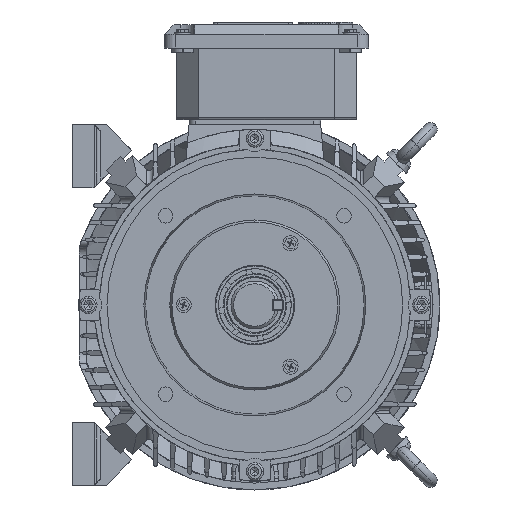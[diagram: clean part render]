
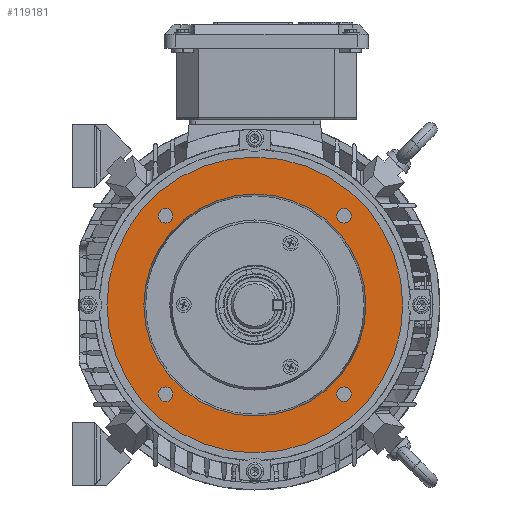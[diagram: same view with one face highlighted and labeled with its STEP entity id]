
A CAD part, left-side view. The second image highlights one B-rep face of the part: STEP entity #119181.
In plain terms, the highlighted face is planar.
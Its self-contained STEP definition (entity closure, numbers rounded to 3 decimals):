
#50261 = VERTEX_POINT ( 'NONE', #83675 ) ;
#50313 = VERTEX_POINT ( 'NONE', #83719 ) ;
#50329 = VERTEX_POINT ( 'NONE', #83741 ) ;
#50345 = EDGE_CURVE ( 'NONE', #50313, #50348, #83796, .T. ) ;
#50348 = VERTEX_POINT ( 'NONE', #83786 ) ;
#50386 = EDGE_CURVE ( 'NONE', #50329, #50388, #83857, .T. ) ;
#50388 = VERTEX_POINT ( 'NONE', #83906 ) ;
#50424 = VERTEX_POINT ( 'NONE', #83925 ) ;
#50437 = EDGE_CURVE ( 'NONE', #50261, #50440, #83910, .T. ) ;
#50440 = VERTEX_POINT ( 'NONE', #83967 ) ;
#50488 = EDGE_CURVE ( 'NONE', #50424, #50490, #83993, .T. ) ;
#50490 = VERTEX_POINT ( 'NONE', #83988 ) ;
#51363 = VERTEX_POINT ( 'NONE', #85249 ) ;
#51365 = EDGE_CURVE ( 'NONE', #51366, #51363, #85248, .T. ) ;
#51366 = VERTEX_POINT ( 'NONE', #85242 ) ;
#51460 = VERTEX_POINT ( 'NONE', #85321 ) ;
#51463 = EDGE_CURVE ( 'NONE', #51460, #51465, #85320, .T. ) ;
#51465 = VERTEX_POINT ( 'NONE', #85315 ) ;
#83675 = CARTESIAN_POINT ( 'NONE',  ( 59.782, -65.107, 0. ) ) ;
#83719 = CARTESIAN_POINT ( 'NONE',  ( -70.432, -65.107, 0. ) ) ;
#83741 = CARTESIAN_POINT ( 'NONE',  ( 59.782, 65.107, 0. ) ) ;
#83786 = CARTESIAN_POINT ( 'NONE',  ( -59.782, -65.107, 0. ) ) ;
#83787 = DIRECTION ( 'NONE',  ( 1., 0., 0. ) ) ;
#83788 = DIRECTION ( 'NONE',  ( 0., 0., 1. ) ) ;
#83789 = CARTESIAN_POINT ( 'NONE',  ( -65.107, -65.107, 0. ) ) ;
#83790 = AXIS2_PLACEMENT_3D ( 'NONE', #83789, #83788, #83787 ) ;
#83796 = CIRCLE ( 'NONE', #83790, 5.325 ) ;
#83855 = DIRECTION ( 'NONE',  ( 0., 0., 1. ) ) ;
#83856 = AXIS2_PLACEMENT_3D ( 'NONE', #83858, #83855, #83907 ) ;
#83857 = CIRCLE ( 'NONE', #83856, 5.325 ) ;
#83858 = CARTESIAN_POINT ( 'NONE',  ( 65.107, 65.107, 0. ) ) ;
#83906 = CARTESIAN_POINT ( 'NONE',  ( 70.432, 65.107, 0. ) ) ;
#83907 = DIRECTION ( 'NONE',  ( 1., 0., 0. ) ) ;
#83908 = CARTESIAN_POINT ( 'NONE',  ( 65.107, -65.107, 0. ) ) ;
#83909 = AXIS2_PLACEMENT_3D ( 'NONE', #83908, #83969, #83968 ) ;
#83910 = CIRCLE ( 'NONE', #83909, 5.325 ) ;
#83925 = CARTESIAN_POINT ( 'NONE',  ( -70.432, 65.107, 0. ) ) ;
#83967 = CARTESIAN_POINT ( 'NONE',  ( 70.432, -65.107, 0. ) ) ;
#83968 = DIRECTION ( 'NONE',  ( 1., 0., 0. ) ) ;
#83969 = DIRECTION ( 'NONE',  ( 0., 0., 1. ) ) ;
#83988 = CARTESIAN_POINT ( 'NONE',  ( -59.782, 65.107, 0. ) ) ;
#83989 = DIRECTION ( 'NONE',  ( 1., 0., 0. ) ) ;
#83990 = DIRECTION ( 'NONE',  ( 0., 0., 1. ) ) ;
#83991 = CARTESIAN_POINT ( 'NONE',  ( -65.107, 65.107, 0. ) ) ;
#83992 = AXIS2_PLACEMENT_3D ( 'NONE', #83991, #83990, #83989 ) ;
#83993 = CIRCLE ( 'NONE', #83992, 5.325 ) ;
#85242 = CARTESIAN_POINT ( 'NONE',  ( 107.95, 0., 0. ) ) ;
#85244 = DIRECTION ( 'NONE',  ( 1., 0., 0. ) ) ;
#85245 = DIRECTION ( 'NONE',  ( 0., 0., 1. ) ) ;
#85246 = CARTESIAN_POINT ( 'NONE',  ( 0., 0., 0. ) ) ;
#85247 = AXIS2_PLACEMENT_3D ( 'NONE', #85246, #85245, #85244 ) ;
#85248 = CIRCLE ( 'NONE', #85247, 107.95 ) ;
#85249 = CARTESIAN_POINT ( 'NONE',  ( -107.95, 0., 0. ) ) ;
#85315 = CARTESIAN_POINT ( 'NONE',  ( 81., 0., 0. ) ) ;
#85316 = DIRECTION ( 'NONE',  ( 1., 0., 0. ) ) ;
#85317 = DIRECTION ( 'NONE',  ( 0., 0., 1. ) ) ;
#85318 = CARTESIAN_POINT ( 'NONE',  ( 0., 0., 0. ) ) ;
#85319 = AXIS2_PLACEMENT_3D ( 'NONE', #85318, #85317, #85316 ) ;
#85320 = CIRCLE ( 'NONE', #85319, 81. ) ;
#85321 = CARTESIAN_POINT ( 'NONE',  ( -81., 0., 0. ) ) ;
#106916 = AXIS2_PLACEMENT_3D ( 'NONE', #107159, #107226, #107225 ) ;
#106917 = DIRECTION ( 'NONE',  ( -1., 0., 0. ) ) ;
#106918 = DIRECTION ( 'NONE',  ( 0., 0., -1. ) ) ;
#106919 = AXIS2_PLACEMENT_3D ( 'NONE', #106922, #106918, #106917 ) ;
#106922 = CARTESIAN_POINT ( 'NONE',  ( 0., 81., 0. ) ) ;
#106923 = PLANE ( 'NONE',  #106919 ) ;
#107159 = CARTESIAN_POINT ( 'NONE',  ( -65.107, -65.107, 0. ) ) ;
#107160 = CIRCLE ( 'NONE', #106916, 5.325 ) ;
#107162 = FACE_OUTER_BOUND ( 'NONE', #119217, .T. ) ;
#107163 = FACE_BOUND ( 'NONE', #119246, .T. ) ;
#107164 = FACE_BOUND ( 'NONE', #119240, .T. ) ;
#107165 = FACE_BOUND ( 'NONE', #119234, .T. ) ;
#107166 = FACE_BOUND ( 'NONE', #119186, .T. ) ;
#107167 = FACE_BOUND ( 'NONE', #119182, .T. ) ;
#107168 = DIRECTION ( 'NONE',  ( 1., 0., 0. ) ) ;
#107169 = DIRECTION ( 'NONE',  ( 0., 0., 1. ) ) ;
#107170 = CARTESIAN_POINT ( 'NONE',  ( 0., 0., 0. ) ) ;
#107171 = AXIS2_PLACEMENT_3D ( 'NONE', #107170, #107169, #107168 ) ;
#107172 = CIRCLE ( 'NONE', #107171, 81. ) ;
#107225 = DIRECTION ( 'NONE',  ( 1., 0., 0. ) ) ;
#107226 = DIRECTION ( 'NONE',  ( 0., 0., 1. ) ) ;
#107227 = CARTESIAN_POINT ( 'NONE',  ( 65.107, -65.107, 0. ) ) ;
#107243 = DIRECTION ( 'NONE',  ( 1., 0., 0. ) ) ;
#107244 = DIRECTION ( 'NONE',  ( 0., 0., 1. ) ) ;
#107245 = CARTESIAN_POINT ( 'NONE',  ( 0., 0., 0. ) ) ;
#107246 = AXIS2_PLACEMENT_3D ( 'NONE', #107245, #107244, #107243 ) ;
#107247 = CIRCLE ( 'NONE', #107246, 107.95 ) ;
#107275 = DIRECTION ( 'NONE',  ( 1., 0., 0. ) ) ;
#107276 = DIRECTION ( 'NONE',  ( 0., 0., 1. ) ) ;
#107277 = AXIS2_PLACEMENT_3D ( 'NONE', #107284, #107276, #107275 ) ;
#107278 = CIRCLE ( 'NONE', #107277, 5.325 ) ;
#107279 = DIRECTION ( 'NONE',  ( 1., 0., 0. ) ) ;
#107280 = DIRECTION ( 'NONE',  ( 0., 0., 1. ) ) ;
#107281 = CARTESIAN_POINT ( 'NONE',  ( 65.107, 65.107, 0. ) ) ;
#107282 = AXIS2_PLACEMENT_3D ( 'NONE', #107281, #107280, #107279 ) ;
#107283 = CIRCLE ( 'NONE', #107282, 5.325 ) ;
#107284 = CARTESIAN_POINT ( 'NONE',  ( -65.107, 65.107, 0. ) ) ;
#107286 = DIRECTION ( 'NONE',  ( 1., 0., 0. ) ) ;
#107287 = DIRECTION ( 'NONE',  ( 0., 0., 1. ) ) ;
#107288 = AXIS2_PLACEMENT_3D ( 'NONE', #107227, #107287, #107286 ) ;
#107289 = CIRCLE ( 'NONE', #107288, 5.325 ) ;
#119180 = EDGE_CURVE ( 'NONE', #51465, #51460, #107172, .T. ) ;
#119181 = ADVANCED_FACE ( 'NONE', ( #107167, #107166, #107165, #107164, #107163, #107162 ), #106923, .F. ) ;
#119182 = EDGE_LOOP ( 'NONE', ( #119183, #119185 ) ) ;
#119183 = ORIENTED_EDGE ( 'NONE', *, *, #119184, .F. ) ;
#119184 = EDGE_CURVE ( 'NONE', #50348, #50313, #107160, .T. ) ;
#119185 = ORIENTED_EDGE ( 'NONE', *, *, #50345, .F. ) ;
#119186 = EDGE_LOOP ( 'NONE', ( #119230, #119233 ) ) ;
#119216 = ORIENTED_EDGE ( 'NONE', *, *, #51463, .F. ) ;
#119217 = EDGE_LOOP ( 'NONE', ( #119218, #119219 ) ) ;
#119218 = ORIENTED_EDGE ( 'NONE', *, *, #51365, .T. ) ;
#119219 = ORIENTED_EDGE ( 'NONE', *, *, #119220, .T. ) ;
#119220 = EDGE_CURVE ( 'NONE', #51363, #51366, #107247, .T. ) ;
#119230 = ORIENTED_EDGE ( 'NONE', *, *, #119232, .F. ) ;
#119232 = EDGE_CURVE ( 'NONE', #50440, #50261, #107289, .T. ) ;
#119233 = ORIENTED_EDGE ( 'NONE', *, *, #50437, .F. ) ;
#119234 = EDGE_LOOP ( 'NONE', ( #119236, #119239 ) ) ;
#119236 = ORIENTED_EDGE ( 'NONE', *, *, #119238, .F. ) ;
#119238 = EDGE_CURVE ( 'NONE', #50388, #50329, #107283, .T. ) ;
#119239 = ORIENTED_EDGE ( 'NONE', *, *, #50386, .F. ) ;
#119240 = EDGE_LOOP ( 'NONE', ( #119241, #119245 ) ) ;
#119241 = ORIENTED_EDGE ( 'NONE', *, *, #119242, .F. ) ;
#119242 = EDGE_CURVE ( 'NONE', #50490, #50424, #107278, .T. ) ;
#119245 = ORIENTED_EDGE ( 'NONE', *, *, #50488, .F. ) ;
#119246 = EDGE_LOOP ( 'NONE', ( #119248, #119216 ) ) ;
#119248 = ORIENTED_EDGE ( 'NONE', *, *, #119180, .F. ) ;
